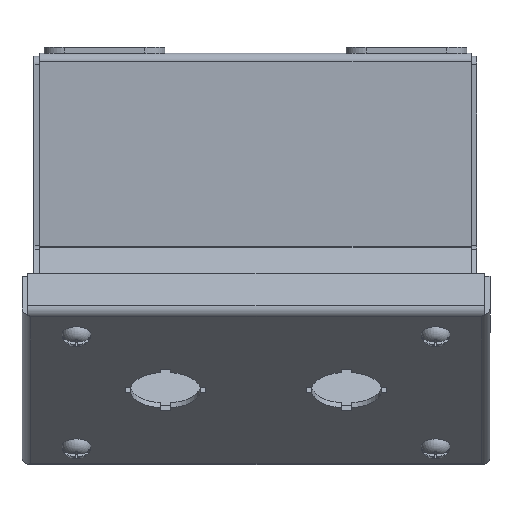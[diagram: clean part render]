
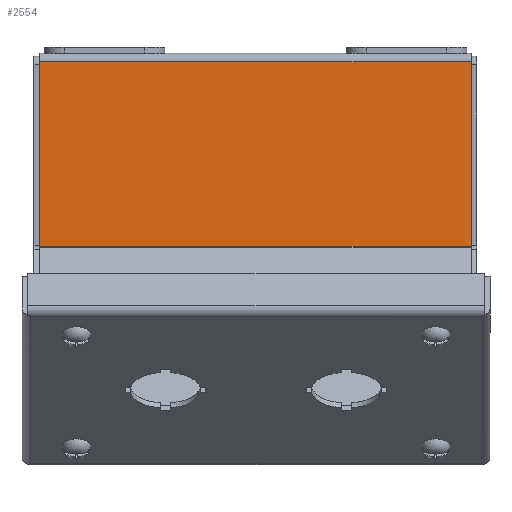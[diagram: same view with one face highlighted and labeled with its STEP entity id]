
A CAD part, top view. The second image highlights one B-rep face of the part: STEP entity #2554.
In plain terms, the highlighted planar face has unit normal (0, 0, 1).
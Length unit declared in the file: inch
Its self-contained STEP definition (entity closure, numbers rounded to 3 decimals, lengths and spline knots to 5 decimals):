
#306 = DIRECTION ( 'NONE',  ( -1., 0., 0. ) ) ;
#759 = VERTEX_POINT ( 'NONE', #9450 ) ;
#1977 = VECTOR ( 'NONE', #7528, 39.37008 ) ;
#2271 = ORIENTED_EDGE ( 'NONE', *, *, #9624, .F. ) ;
#2304 = VERTEX_POINT ( 'NONE', #18033 ) ;
#2554 = ADVANCED_FACE ( 'NONE', ( #19562 ), #9080, .F. ) ;
#2707 = CARTESIAN_POINT ( 'NONE',  ( 2.678, 0.00891, 1.55062 ) ) ;
#2727 = VERTEX_POINT ( 'NONE', #17096 ) ;
#3103 = LINE ( 'NONE', #13573, #17576 ) ;
#4523 = DIRECTION ( 'NONE',  ( -1., 0., 0. ) ) ;
#4763 = LINE ( 'NONE', #10698, #13046 ) ;
#4952 = EDGE_CURVE ( 'NONE', #14892, #2727, #8611, .T. ) ;
#5078 = VECTOR ( 'NONE', #18318, 39.37008 ) ;
#6000 = CARTESIAN_POINT ( 'NONE',  ( -2.678, 2.40527, 1.55062 ) ) ;
#6015 = EDGE_CURVE ( 'NONE', #2304, #2727, #18423, .T. ) ;
#6957 = ORIENTED_EDGE ( 'NONE', *, *, #6015, .F. ) ;
#7528 = DIRECTION ( 'NONE',  ( 0., 1., 0. ) ) ;
#8577 = AXIS2_PLACEMENT_3D ( 'NONE', #6000, #17985, #4523 ) ;
#8611 = LINE ( 'NONE', #14642, #1977 ) ;
#9080 = PLANE ( 'NONE',  #8577 ) ;
#9227 = DIRECTION ( 'NONE',  ( 0., 1., 0. ) ) ;
#9450 = CARTESIAN_POINT ( 'NONE',  ( -2.678, 0.00891, 1.55062 ) ) ;
#9624 = EDGE_CURVE ( 'NONE', #14892, #759, #4763, .T. ) ;
#10698 = CARTESIAN_POINT ( 'NONE',  ( -2.678, 0.00891, 1.55062 ) ) ;
#11117 = ORIENTED_EDGE ( 'NONE', *, *, #13750, .F. ) ;
#13046 = VECTOR ( 'NONE', #306, 39.37008 ) ;
#13573 = CARTESIAN_POINT ( 'NONE',  ( -2.678, -2.12315, 1.55062 ) ) ;
#13750 = EDGE_CURVE ( 'NONE', #759, #2304, #3103, .T. ) ;
#14642 = CARTESIAN_POINT ( 'NONE',  ( 2.678, -2.32172, 1.55062 ) ) ;
#14892 = VERTEX_POINT ( 'NONE', #2707 ) ;
#16733 = CARTESIAN_POINT ( 'NONE',  ( -2.678, 2.29727, 1.55062 ) ) ;
#17096 = CARTESIAN_POINT ( 'NONE',  ( 2.678, 2.29727, 1.55062 ) ) ;
#17576 = VECTOR ( 'NONE', #9227, 39.37008 ) ;
#17985 = DIRECTION ( 'NONE',  ( 0., 0., -1. ) ) ;
#18033 = CARTESIAN_POINT ( 'NONE',  ( -2.678, 2.29727, 1.55062 ) ) ;
#18150 = ORIENTED_EDGE ( 'NONE', *, *, #4952, .T. ) ;
#18233 = EDGE_LOOP ( 'NONE', ( #6957, #11117, #2271, #18150 ) ) ;
#18318 = DIRECTION ( 'NONE',  ( 1., 0., 0. ) ) ;
#18423 = LINE ( 'NONE', #16733, #5078 ) ;
#19562 = FACE_OUTER_BOUND ( 'NONE', #18233, .T. ) ;
